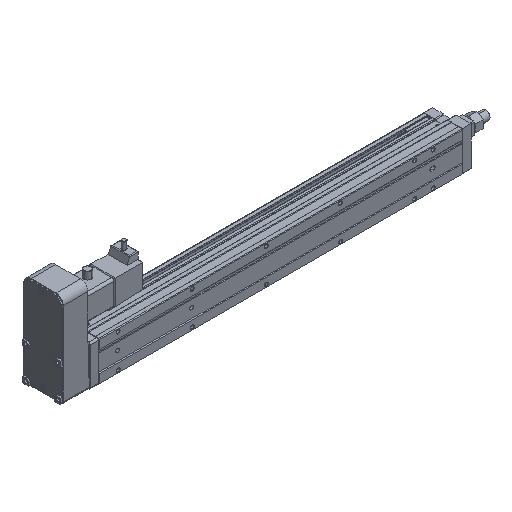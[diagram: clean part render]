
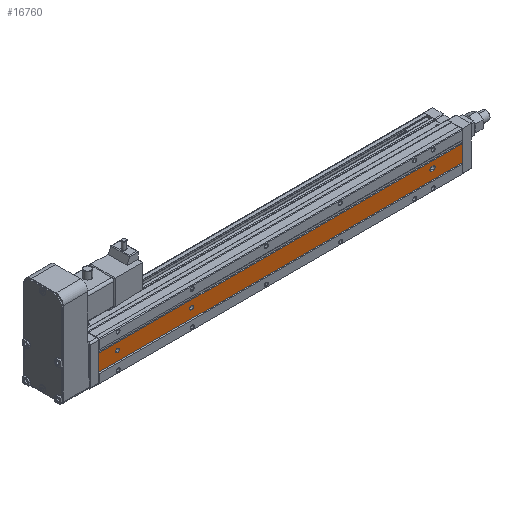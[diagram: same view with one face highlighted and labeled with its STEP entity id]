
A CAD part, isometric view. The second image highlights one B-rep face of the part: STEP entity #16760.
In plain terms, the highlighted planar face has unit normal (0, -1, 0).
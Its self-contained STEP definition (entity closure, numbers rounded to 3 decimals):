
#134 = FACE_BOUND ( 'NONE', #5896, .T. ) ;
#158 = DIRECTION ( 'NONE',  ( 0., -1., 0. ) ) ;
#508 = VERTEX_POINT ( 'NONE', #2976 ) ;
#716 = DIRECTION ( 'NONE',  ( 0., -1., 0. ) ) ;
#1789 = CARTESIAN_POINT ( 'NONE',  ( 125., 1., -2.5 ) ) ;
#1884 = VECTOR ( 'NONE', #2892, 1000. ) ;
#1948 = DIRECTION ( 'NONE',  ( -1., 0., 0. ) ) ;
#2611 = CARTESIAN_POINT ( 'NONE',  ( 449., 1., -2.5 ) ) ;
#2756 = CARTESIAN_POINT ( 'NONE',  ( 490., 1., 9.286 ) ) ;
#2892 = DIRECTION ( 'NONE',  ( -1., 0., 0. ) ) ;
#2976 = CARTESIAN_POINT ( 'NONE',  ( 25., 1., 2.5 ) ) ;
#3082 = EDGE_CURVE ( 'NONE', #9885, #14901, #25463, .T. ) ;
#3165 = CARTESIAN_POINT ( 'NONE',  ( 490., 1., 9.286 ) ) ;
#3293 = LINE ( 'NONE', #3165, #1884 ) ;
#3853 = CARTESIAN_POINT ( 'NONE',  ( 490., 1., 9.286 ) ) ;
#4165 = CIRCLE ( 'NONE', #11342, 2.5 ) ;
#4411 = CARTESIAN_POINT ( 'NONE',  ( 125., 1., 0. ) ) ;
#4726 = DIRECTION ( 'NONE',  ( 0., 0., 1. ) ) ;
#4810 = EDGE_CURVE ( 'NONE', #14348, #24306, #25827, .T. ) ;
#4855 = LINE ( 'NONE', #21547, #18033 ) ;
#5049 = EDGE_CURVE ( 'NONE', #7049, #9242, #24720, .T. ) ;
#5646 = CIRCLE ( 'NONE', #10705, 2.5 ) ;
#5896 = EDGE_LOOP ( 'NONE', ( #8690, #16544 ) ) ;
#5991 = ORIENTED_EDGE ( 'NONE', *, *, #25609, .F. ) ;
#6105 = VECTOR ( 'NONE', #23406, 1000. ) ;
#6262 = DIRECTION ( 'NONE',  ( 0., 0., 1. ) ) ;
#6456 = CIRCLE ( 'NONE', #24668, 2.5 ) ;
#6961 = VERTEX_POINT ( 'NONE', #3853 ) ;
#7049 = VERTEX_POINT ( 'NONE', #23750 ) ;
#7190 = DIRECTION ( 'NONE',  ( 0., 0., -1. ) ) ;
#7254 = VERTEX_POINT ( 'NONE', #17099 ) ;
#7920 = CARTESIAN_POINT ( 'NONE',  ( 451., 1., -2.5 ) ) ;
#8314 = ORIENTED_EDGE ( 'NONE', *, *, #19411, .F. ) ;
#8690 = ORIENTED_EDGE ( 'NONE', *, *, #3082, .F. ) ;
#9138 = AXIS2_PLACEMENT_3D ( 'NONE', #12791, #716, #10800 ) ;
#9242 = VERTEX_POINT ( 'NONE', #17620 ) ;
#9514 = DIRECTION ( 'NONE',  ( 1., 0., 0. ) ) ;
#9831 = VERTEX_POINT ( 'NONE', #18510 ) ;
#9885 = VERTEX_POINT ( 'NONE', #1789 ) ;
#9987 = CARTESIAN_POINT ( 'NONE',  ( 490., 1., -13. ) ) ;
#10447 = EDGE_CURVE ( 'NONE', #7254, #14711, #19388, .T. ) ;
#10633 = DIRECTION ( 'NONE',  ( 0., -1., 0. ) ) ;
#10705 = AXIS2_PLACEMENT_3D ( 'NONE', #17757, #23995, #12318 ) ;
#10776 = EDGE_LOOP ( 'NONE', ( #16681, #8314, #16204, #25867 ) ) ;
#10800 = DIRECTION ( 'NONE',  ( 0., 0., 1. ) ) ;
#11063 = CARTESIAN_POINT ( 'NONE',  ( 490., 1., 9.286 ) ) ;
#11342 = AXIS2_PLACEMENT_3D ( 'NONE', #16924, #15201, #4726 ) ;
#11628 = DIRECTION ( 'NONE',  ( 0., 0., 1. ) ) ;
#12318 = DIRECTION ( 'NONE',  ( 0., 0., 1. ) ) ;
#12791 = CARTESIAN_POINT ( 'NONE',  ( 25., 1., 0. ) ) ;
#12851 = FACE_OUTER_BOUND ( 'NONE', #25284, .T. ) ;
#13322 = LINE ( 'NONE', #11063, #6105 ) ;
#14348 = VERTEX_POINT ( 'NONE', #2611 ) ;
#14711 = VERTEX_POINT ( 'NONE', #15198 ) ;
#14901 = VERTEX_POINT ( 'NONE', #19435 ) ;
#14925 = AXIS2_PLACEMENT_3D ( 'NONE', #2756, #18566, #18307 ) ;
#15198 = CARTESIAN_POINT ( 'NONE',  ( 0., 1., -13. ) ) ;
#15201 = DIRECTION ( 'NONE',  ( 0., -1., 0. ) ) ;
#15308 = DIRECTION ( 'NONE',  ( -1., 0., 0. ) ) ;
#15747 = CARTESIAN_POINT ( 'NONE',  ( 490., 1., -2.5 ) ) ;
#16126 = CARTESIAN_POINT ( 'NONE',  ( 125., 1., 0. ) ) ;
#16204 = ORIENTED_EDGE ( 'NONE', *, *, #5049, .F. ) ;
#16222 = DIRECTION ( 'NONE',  ( 0., 0., 1. ) ) ;
#16251 = AXIS2_PLACEMENT_3D ( 'NONE', #16126, #23830, #11628 ) ;
#16544 = ORIENTED_EDGE ( 'NONE', *, *, #19916, .F. ) ;
#16681 = ORIENTED_EDGE ( 'NONE', *, *, #4810, .F. ) ;
#16760 = ADVANCED_FACE ( 'NONE', ( #12851, #18688, #20671, #134 ), #20934, .F. ) ;
#16924 = CARTESIAN_POINT ( 'NONE',  ( 25., 1., 0. ) ) ;
#17036 = VECTOR ( 'NONE', #1948, 1000. ) ;
#17099 = CARTESIAN_POINT ( 'NONE',  ( 0., 1., 9.286 ) ) ;
#17194 = ORIENTED_EDGE ( 'NONE', *, *, #22884, .F. ) ;
#17397 = VERTEX_POINT ( 'NONE', #9987 ) ;
#17620 = CARTESIAN_POINT ( 'NONE',  ( 449., 1., 2.5 ) ) ;
#17757 = CARTESIAN_POINT ( 'NONE',  ( 449., 1., 0. ) ) ;
#18033 = VECTOR ( 'NONE', #15308, 1000. ) ;
#18132 = EDGE_CURVE ( 'NONE', #6961, #7254, #3293, .T. ) ;
#18299 = VECTOR ( 'NONE', #9514, 1000. ) ;
#18307 = DIRECTION ( 'NONE',  ( 1., 0., 0. ) ) ;
#18510 = CARTESIAN_POINT ( 'NONE',  ( 25., 1., -2.5 ) ) ;
#18566 = DIRECTION ( 'NONE',  ( 0., 1., 0. ) ) ;
#18688 = FACE_BOUND ( 'NONE', #10776, .T. ) ;
#19112 = EDGE_CURVE ( 'NONE', #24306, #7049, #6456, .T. ) ;
#19388 = LINE ( 'NONE', #21638, #23054 ) ;
#19411 = EDGE_CURVE ( 'NONE', #9242, #14348, #5646, .T. ) ;
#19435 = CARTESIAN_POINT ( 'NONE',  ( 125., 1., 2.5 ) ) ;
#19916 = EDGE_CURVE ( 'NONE', #14901, #9885, #23025, .T. ) ;
#20220 = EDGE_CURVE ( 'NONE', #6961, #17397, #13322, .T. ) ;
#20324 = CARTESIAN_POINT ( 'NONE',  ( 451., 1., 0. ) ) ;
#20671 = FACE_BOUND ( 'NONE', #21431, .T. ) ;
#20815 = ORIENTED_EDGE ( 'NONE', *, *, #10447, .T. ) ;
#20934 = PLANE ( 'NONE',  #14925 ) ;
#21384 = ORIENTED_EDGE ( 'NONE', *, *, #20220, .F. ) ;
#21431 = EDGE_LOOP ( 'NONE', ( #5991, #24040 ) ) ;
#21547 = CARTESIAN_POINT ( 'NONE',  ( 490., 1., -13. ) ) ;
#21606 = EDGE_CURVE ( 'NONE', #508, #9831, #23973, .T. ) ;
#21638 = CARTESIAN_POINT ( 'NONE',  ( 0., 1., 9.286 ) ) ;
#22125 = CARTESIAN_POINT ( 'NONE',  ( 490., 1., 2.5 ) ) ;
#22884 = EDGE_CURVE ( 'NONE', #17397, #14711, #4855, .T. ) ;
#23025 = CIRCLE ( 'NONE', #16251, 2.5 ) ;
#23054 = VECTOR ( 'NONE', #7190, 1000. ) ;
#23353 = AXIS2_PLACEMENT_3D ( 'NONE', #4411, #158, #6262 ) ;
#23406 = DIRECTION ( 'NONE',  ( 0., 0., -1. ) ) ;
#23750 = CARTESIAN_POINT ( 'NONE',  ( 451., 1., 2.5 ) ) ;
#23830 = DIRECTION ( 'NONE',  ( 0., -1., 0. ) ) ;
#23973 = CIRCLE ( 'NONE', #9138, 2.5 ) ;
#23995 = DIRECTION ( 'NONE',  ( 0., -1., 0. ) ) ;
#24040 = ORIENTED_EDGE ( 'NONE', *, *, #21606, .F. ) ;
#24306 = VERTEX_POINT ( 'NONE', #7920 ) ;
#24532 = ORIENTED_EDGE ( 'NONE', *, *, #18132, .T. ) ;
#24668 = AXIS2_PLACEMENT_3D ( 'NONE', #20324, #10633, #16222 ) ;
#24720 = LINE ( 'NONE', #22125, #17036 ) ;
#25284 = EDGE_LOOP ( 'NONE', ( #20815, #17194, #21384, #24532 ) ) ;
#25463 = CIRCLE ( 'NONE', #23353, 2.5 ) ;
#25609 = EDGE_CURVE ( 'NONE', #9831, #508, #4165, .T. ) ;
#25827 = LINE ( 'NONE', #15747, #18299 ) ;
#25867 = ORIENTED_EDGE ( 'NONE', *, *, #19112, .F. ) ;
